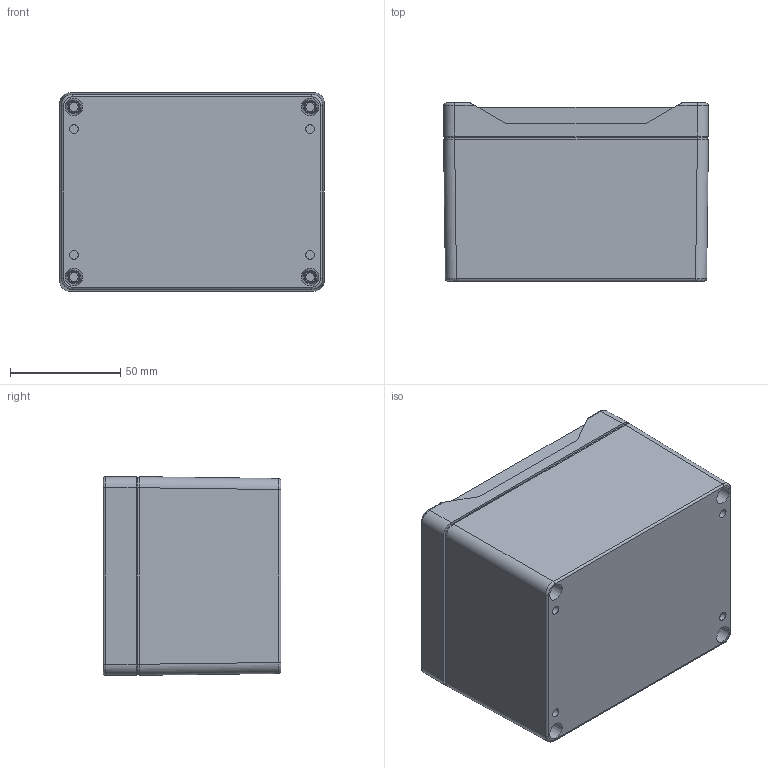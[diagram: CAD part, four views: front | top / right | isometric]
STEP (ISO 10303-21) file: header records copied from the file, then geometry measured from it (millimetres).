
FILE_DESCRIPTION (( 'STEP AP214' ), '1' );
FILE_NAME ('1555G2GY.STEP', '2020-11-07T18:48:50', ( '' ), ( '' ), 'SwSTEP 2.0', 'SolidWorks 2019', '' );
FILE_SCHEMA (( 'AUTOMOTIVE_DESIGN' ));
Length unit declared in the file: inch
Products named in the file (1): 1555G2GY
Bounding box: 120 x 80.5 x 90 mm (x, y, z)
Volume: 193862.9 mm3; surface area: 150291.3 mm2
Topology: 16 solids, 16 shells, 1392 faces, 3620 edges, 2350 vertices
Faces by surface type: plane 424, bspline 412, cylinder 342, cone 214
Full cylindrical faces by diameter (mm): 2 x8, 2.464 x4, 2.794 x2, 3.251 x4, 3.43 x4, 3.5 x4, 3.734 x4, 3.81 x12, 3.88 x4, 3.912 x4, 5.334 x4, 5.537 x8, 6.35 x8
Entity records: 52818 total; most frequent: CARTESIAN_POINT 21446, ORIENTED_EDGE 6840, DIRECTION 5559, EDGE_CURVE 3420, VERTEX_POINT 2302, AXIS2_PLACEMENT_3D 1973, EDGE_LOOP 1688, VECTOR 1613
